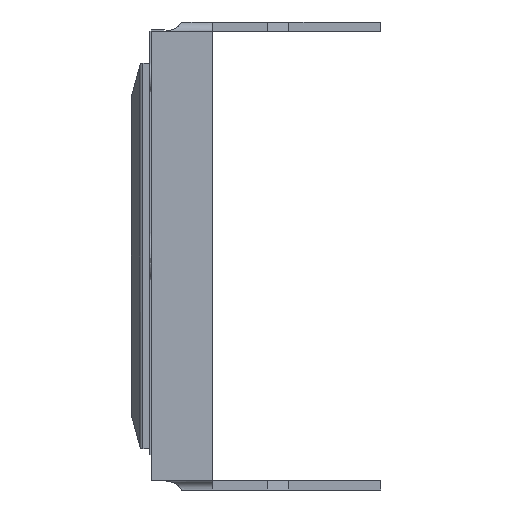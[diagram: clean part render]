
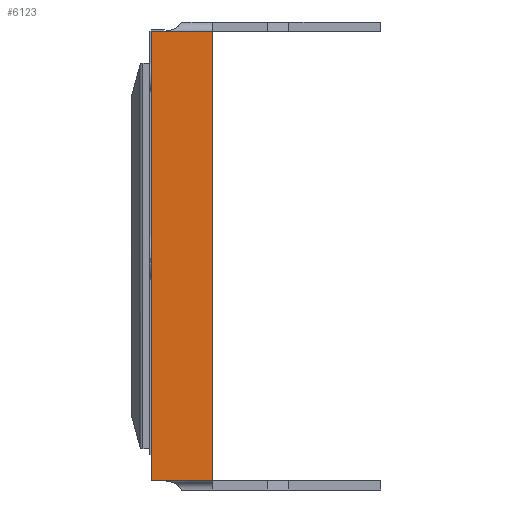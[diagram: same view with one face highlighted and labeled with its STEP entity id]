
A CAD part, left-side view. The second image highlights one B-rep face of the part: STEP entity #6123.
In plain terms, the highlighted planar face has unit normal (-1, 0, 0).
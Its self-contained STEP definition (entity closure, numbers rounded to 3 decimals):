
#6123=ADVANCED_FACE('',(#6671),#19859,.T.);
#6671=FACE_OUTER_BOUND('',#7218,.T.);
#7218=EDGE_LOOP('',(#10054,#10055,#10056,#10057));
#10054=ORIENTED_EDGE('',*,*,#13111,.F.);
#10055=ORIENTED_EDGE('',*,*,#13112,.F.);
#10056=ORIENTED_EDGE('',*,*,#13113,.F.);
#10057=ORIENTED_EDGE('',*,*,#13110,.F.);
#13110=EDGE_CURVE('',#19222,#19223,#15972,.T.);
#13111=EDGE_CURVE('',#19224,#19222,#15973,.T.);
#13112=EDGE_CURVE('',#19225,#19224,#15974,.T.);
#13113=EDGE_CURVE('',#19223,#19225,#15975,.T.);
#15972=B_SPLINE_CURVE_WITH_KNOTS('',1,(#31234,#31235),.UNSPECIFIED.,.F.,
 .F.,(2,2),(-14.7,0.),.UNSPECIFIED.);
#15973=B_SPLINE_CURVE_WITH_KNOTS('',1,(#31236,#31237),.UNSPECIFIED.,.F.,
 .F.,(2,2),(-2.,0.),.UNSPECIFIED.);
#15974=B_SPLINE_CURVE_WITH_KNOTS('',1,(#31238,#31239),.UNSPECIFIED.,.F.,
 .F.,(2,2),(-14.7,0.),.UNSPECIFIED.);
#15975=B_SPLINE_CURVE_WITH_KNOTS('',1,(#31240,#31241),.UNSPECIFIED.,.F.,
 .F.,(2,2),(-2.,0.),.UNSPECIFIED.);
#19222=VERTEX_POINT('',#31230);
#19223=VERTEX_POINT('',#31231);
#19224=VERTEX_POINT('',#31232);
#19225=VERTEX_POINT('',#31233);
#19859=PLANE('',#20489);
#20489=AXIS2_PLACEMENT_3D('',#31229,#21037,$);
#21037=DIRECTION('',(-1.,0.,0.));
#31229=CARTESIAN_POINT('',(-1.65,2.3,1.32));
#31230=CARTESIAN_POINT('',(-1.65,2.5,-0.15));
#31231=CARTESIAN_POINT('',(-1.65,2.5,-14.85));
#31232=CARTESIAN_POINT('',(-1.65,4.5,-0.15));
#31233=CARTESIAN_POINT('',(-1.65,4.5,-14.85));
#31234=CARTESIAN_POINT('',(-1.65,2.5,-0.15));
#31235=CARTESIAN_POINT('',(-1.65,2.5,-14.85));
#31236=CARTESIAN_POINT('',(-1.65,4.5,-0.15));
#31237=CARTESIAN_POINT('',(-1.65,2.5,-0.15));
#31238=CARTESIAN_POINT('',(-1.65,4.5,-14.85));
#31239=CARTESIAN_POINT('',(-1.65,4.5,-0.15));
#31240=CARTESIAN_POINT('',(-1.65,2.5,-14.85));
#31241=CARTESIAN_POINT('',(-1.65,4.5,-14.85));
